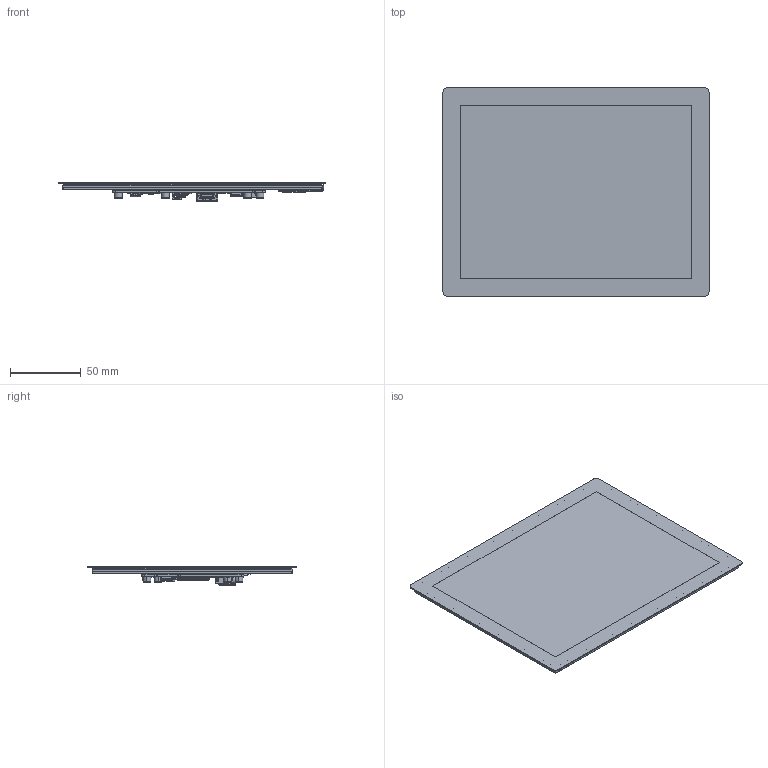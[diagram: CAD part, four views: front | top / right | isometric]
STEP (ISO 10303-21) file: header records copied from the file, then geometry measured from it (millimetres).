
FILE_DESCRIPTION((''),'2;1');
FILE_NAME('8INCH-768X1024-LCD_ASM','2024-09-14T14:00:29',('xiaojisheng'),(''),'CREO PARAMETRIC BY PTC INC, 2021063','CREO PARAMETRIC BY PTC INC, 2021063','');
FILE_SCHEMA(('CONFIG_CONTROL_DESIGN','SHAPE_APPEARANCE_LAYERS_GROUPS'));
Products named in the file (62): HS080XOB-IM4080; 8INCH-TOUCH-20230918; 8INCH-LCD_TOUCH-20230918_ASM; HL2236_KICAD_PCB; SOLID-462; C_0603_1608METRIC_ASM; SOLID-2842; DFN-10-1EP_2X3MM_P0_5MM_EP0_64X_ASM; SOLID-23549; 1_25MM_4P_90C_ASM; COMPOUND-38616_1; COMPOUND-38616_2; COMPOUND-38616_3; COMPOUND-38616_4; COMPOUND-38616_5; COMPOUND-38616_6; COMPOUND-38616_7; COMPOUND-38616_8; COMPOUND-38616_9; COMPOUND-38616_10; COMPOUND-38616_11; COMPOUND-38616_12; COMPOUND-38616_13; COMPOUND-38616_14; COMPOUND-38616_15; COMPOUND-38616_16; COMPOUND-38616_17; COMPOUND-38616_18; COMPOUND-38616_19; COMPOUND-38616_20; COMPOUND-38616_21; COMPOUND-38616_22; COMPOUND-38616_23; COMPOUND-38616_24; COMPOUND-38616_ASM; USER_LIBRARY-USB_TYPE_C_PORT__S_ASM; COMPOUND-63333; 47151-0001_ASM; SOLID-146201; FH41-40S-0_5SH_ASM ...
Assembly tree (150 placements, depth 6):
  8INCH-768X1024-LCD_ASM
    8INCH-LCD_TOUCH-20230918_ASM
      HS080XOB-IM4080
      8INCH-TOUCH-20230918
    HL2236_KICAD_3D_ASM
      HL2236_KICAD_3D_1_ASM
        HL2236_KICAD_PCB
        C_0603_1608METRIC_ASM  x80
          SOLID-462
        DFN-10-1EP_2X3MM_P0_5MM_EP0_64X_ASM  x2
          SOLID-2842
        1_25MM_4P_90C_ASM
          SOLID-23549
        USER_LIBRARY-USB_TYPE_C_PORT__S_ASM  x2
          COMPOUND-38616_ASM
            COMPOUND-38616_1
            COMPOUND-38616_2
            COMPOUND-38616_3
            COMPOUND-38616_4
            COMPOUND-38616_5
            COMPOUND-38616_6
            COMPOUND-38616_7
            COMPOUND-38616_8
            COMPOUND-38616_9
            COMPOUND-38616_10
            COMPOUND-38616_11
            COMPOUND-38616_12
            COMPOUND-38616_13
            COMPOUND-38616_14
            COMPOUND-38616_15
            COMPOUND-38616_16
            COMPOUND-38616_17
            COMPOUND-38616_18
            COMPOUND-38616_19
            COMPOUND-38616_20
            COMPOUND-38616_21
            COMPOUND-38616_22
            COMPOUND-38616_23
            COMPOUND-38616_24
        47151-0001_ASM
          COMPOUND-63333
        FH41-40S-0_5SH_ASM
          SOLID-146201
        R_0805_2012METRIC_ASM
          SOLID-212993
        USER_LIBRARY-LED_0603_R_ASM
          COMPOUND-214720_ASM
            COMPOUND-214720_1
            COMPOUND-214720_2
            COMPOUND-214720_3
            COMPOUND-214720_4
        CUI_DEVICES_SJ2-35894D-SMT-TR_ASM
          COMPOUND-284100_ASM
            COMPOUND-284100_1
            COMPOUND-284100_2
        R_1206_3216METRIC_ASM
          SOLID-320163
        FH12-6S-0_5SH_ASM
          COMPOUND-373526
        J3_USER_LIBRARY-SM02B-BHSS-1-TB
Bounding box: 188 x 147.3 x 13.32 mm (x, y, z)
Volume: 126554.8 mm3; surface area: 137132.3 mm2
Topology: 159 solids, 164 shells, 7154 faces, 19551 edges, 12843 vertices
Faces by surface type: plane 4890, cylinder 2073, cone 104, bspline 40, torus 28, sphere 18, extrusion 1
Entity records: 166124 total; most frequent: CARTESIAN_POINT 26697, ORIENTED_EDGE 23915, DIRECTION 22696, EDGE_CURVE 11960, VECTOR 9914, LINE 9913, PRESENTATION_STYLE_ASSIGNMENT 8026, VERTEX_POINT 7853
